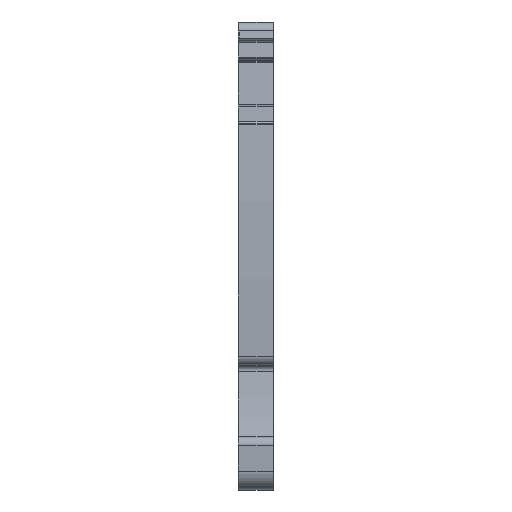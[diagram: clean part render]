
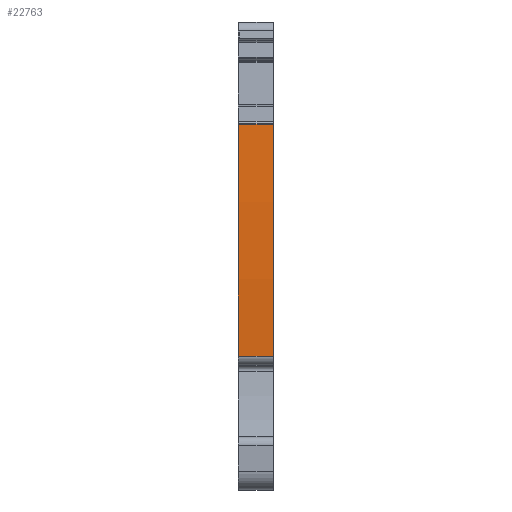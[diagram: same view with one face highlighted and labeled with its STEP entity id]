
A CAD part, front view. The second image highlights one B-rep face of the part: STEP entity #22763.
In plain terms, the highlighted cylindrical face has radius 180 mm (diameter 360 mm), a partial arc.
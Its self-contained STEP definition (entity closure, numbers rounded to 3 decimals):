
#11447=AXIS2_PLACEMENT_3D('Circle Axis2P3D',#11445,#11446,$) ;
#22743=AXIS2_PLACEMENT_3D('Cylinder Axis2P3D',#22740,#22741,#22742) ;
#22747=AXIS2_PLACEMENT_3D('Circle Axis2P3D',#22745,#22746,$) ;
#11442=CARTESIAN_POINT('Vertex',(0.,1.527,13.384)) ;
#11445=CARTESIAN_POINT('Axis2P3D Location',(0.,181.135,25.25)) ;
#11449=CARTESIAN_POINT('Vertex',(0.,1.49,36.553)) ;
#22725=CARTESIAN_POINT('Vertex',(3.5,1.527,13.384)) ;
#22728=CARTESIAN_POINT('Line Origine',(0.025,1.527,13.384)) ;
#22740=CARTESIAN_POINT('Axis2P3D Location',(1.75,181.135,25.25)) ;
#22745=CARTESIAN_POINT('Axis2P3D Location',(3.5,181.135,25.25)) ;
#22749=CARTESIAN_POINT('Vertex',(3.5,1.49,36.553)) ;
#22752=CARTESIAN_POINT('Line Origine',(1.75,1.49,36.553)) ;
#11446=DIRECTION('Axis2P3D Direction',(-1.,0.,0.)) ;
#22729=DIRECTION('Vector Direction',(-1.,0.,0.)) ;
#22741=DIRECTION('Axis2P3D Direction',(1.,0.,0.)) ;
#22742=DIRECTION('Axis2P3D XDirection',(0.,-0.993,0.115)) ;
#22746=DIRECTION('Axis2P3D Direction',(1.,0.,0.)) ;
#22753=DIRECTION('Vector Direction',(1.,0.,0.)) ;
#22730=VECTOR('Line Direction',#22729,1.) ;
#22754=VECTOR('Line Direction',#22753,1.) ;
#22758=ORIENTED_EDGE('',*,*,#22732,.T.) ;
#22759=ORIENTED_EDGE('',*,*,#22751,.F.) ;
#22760=ORIENTED_EDGE('',*,*,#22756,.F.) ;
#22761=ORIENTED_EDGE('',*,*,#11451,.F.) ;
#22763=ADVANCED_FACE('Brep With Voids',(#22762),#22744,.T.) ;
#11448=CIRCLE('generated circle',#11447,180.) ;
#22748=CIRCLE('generated circle',#22747,180.) ;
#22744=CYLINDRICAL_SURFACE('generated cylinder',#22743,180.) ;
#11451=EDGE_CURVE('',#11443,#11450,#11448,.T.) ;
#22732=EDGE_CURVE('',#11443,#22726,#22731,.F.) ;
#22751=EDGE_CURVE('',#22750,#22726,#22748,.T.) ;
#22756=EDGE_CURVE('',#11450,#22750,#22755,.T.) ;
#22757=EDGE_LOOP('',(#22758,#22759,#22760,#22761)) ;
#22762=FACE_OUTER_BOUND('',#22757,.T.) ;
#22731=LINE('Line',#22728,#22730) ;
#22755=LINE('Line',#22752,#22754) ;
#11443=VERTEX_POINT('',#11442) ;
#11450=VERTEX_POINT('',#11449) ;
#22726=VERTEX_POINT('',#22725) ;
#22750=VERTEX_POINT('',#22749) ;
